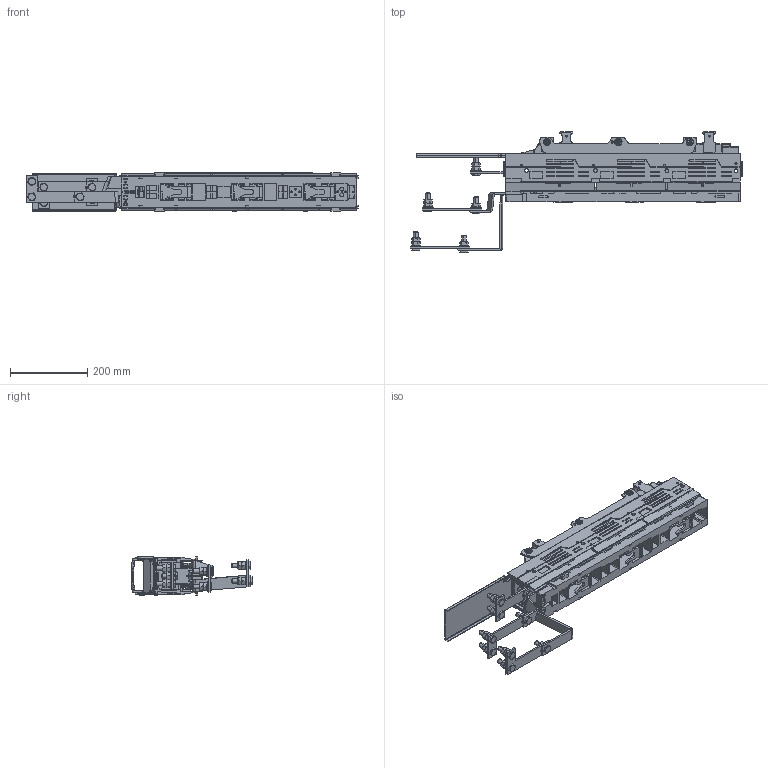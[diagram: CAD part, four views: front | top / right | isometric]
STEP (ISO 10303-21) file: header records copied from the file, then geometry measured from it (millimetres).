
FILE_DESCRIPTION (( 'STEP AP203' ), '1' );
FILE_NAME ('ARS 3-3-TM2 630A Ó.STEP', '2022-10-14T18:47:53', ( '' ), ( '' ), 'SwSTEP 2.0', 'SolidWorks 2018', '' );
FILE_SCHEMA (( 'CONFIG_CONTROL_DESIGN' ));
Products named in the file (1): ARS 3-3-TM2 630A Ó
Bounding box: 859.9 x 313.34 x 99.9 mm (x, y, z)
Surface area: 990905.4 mm2 (no closed solid volume)
Topology: 0 solids, 129 shells, 2478 faces, 9565 edges, 7065 vertices
Faces by surface type: plane 1423, cylinder 734, cone 185, bspline 60, sphere 42, torus 34
Entity records: 108973 total; most frequent: CARTESIAN_POINT 30538, DIRECTION 15854, ORIENTED_EDGE 14694, EDGE_CURVE 9550, VERTEX_POINT 7065, VECTOR 6536, LINE 6536, AXIS2_PLACEMENT_3D 4659
